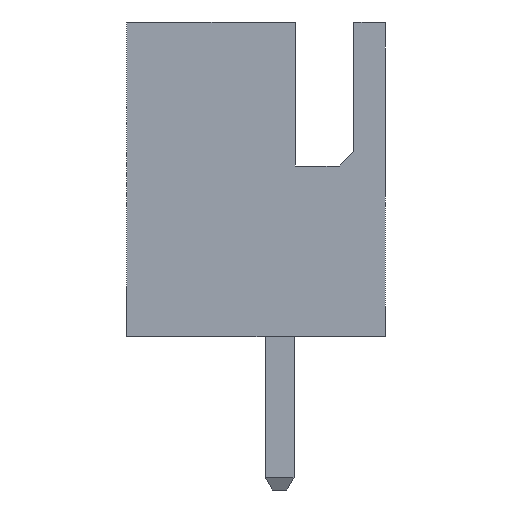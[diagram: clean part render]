
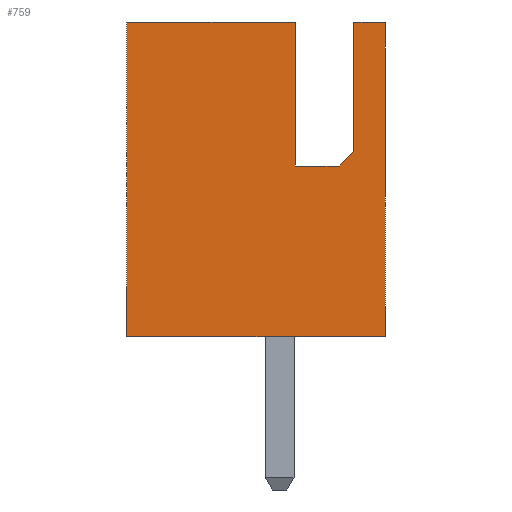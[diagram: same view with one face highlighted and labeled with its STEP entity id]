
A CAD part, left-side view. The second image highlights one B-rep face of the part: STEP entity #759.
In plain terms, the highlighted planar face has unit normal (-1, 0, 0).
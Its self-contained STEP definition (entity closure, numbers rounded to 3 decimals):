
#759=ADVANCED_FACE('',(#1560),#1562,.T.);
#1560=FACE_BOUND('',#1561,.T.);
#1561=EDGE_LOOP('',(#2224,#2225,#2226,#2227,#2228,#2229,#2230,#2231,#2232));
#1562=PLANE('',#1563);
#1563=AXIS2_PLACEMENT_3D('',#1564,#1565,#1566);
#1564=CARTESIAN_POINT('',(-20.05,3.4,0.));
#1565=DIRECTION('',(-1.,0.,0.));
#1566=DIRECTION('',(0.,-1.,0.));
#2224=ORIENTED_EDGE('',*,*,#2646,.T.);
#2225=ORIENTED_EDGE('',*,*,#2647,.T.);
#2226=ORIENTED_EDGE('',*,*,#2648,.F.);
#2227=ORIENTED_EDGE('',*,*,#2586,.F.);
#2228=ORIENTED_EDGE('',*,*,#2603,.T.);
#2229=ORIENTED_EDGE('',*,*,#2639,.T.);
#2230=ORIENTED_EDGE('',*,*,#2649,.F.);
#2231=ORIENTED_EDGE('',*,*,#2650,.T.);
#2232=ORIENTED_EDGE('',*,*,#2651,.T.);
#2586=EDGE_CURVE('',#2944,#2946,#2947,.T.);
#2603=EDGE_CURVE('',#2944,#2970,#2972,.T.);
#2639=EDGE_CURVE('',#2970,#3026,#3028,.T.);
#2646=EDGE_CURVE('',#3035,#3036,#3037,.F.);
#2647=EDGE_CURVE('',#3036,#3038,#3039,.F.);
#2648=EDGE_CURVE('',#2946,#3038,#3040,.T.);
#2649=EDGE_CURVE('',#3041,#3026,#3042,.T.);
#2650=EDGE_CURVE('',#3041,#3043,#3044,.F.);
#2651=EDGE_CURVE('',#3043,#3035,#3045,.F.);
#2944=VERTEX_POINT('',#3593);
#2946=VERTEX_POINT('',#3597);
#2947=LINE('',#3598,#3599);
#2970=VERTEX_POINT('',#3653);
#2972=LINE('',#3657,#3658);
#3026=VERTEX_POINT('',#3781);
#3028=LINE('',#3785,#3786);
#3035=VERTEX_POINT('',#3806);
#3036=VERTEX_POINT('',#3807);
#3037=LINE('',#3808,#3809);
#3038=VERTEX_POINT('',#3811);
#3039=LINE('',#3812,#3813);
#3040=LINE('',#3815,#3816);
#3041=VERTEX_POINT('',#3818);
#3042=LINE('',#3819,#3820);
#3043=VERTEX_POINT('',#3822);
#3044=LINE('',#3823,#3824);
#3045=LINE('',#3826,#3827);
#3593=CARTESIAN_POINT('',(-20.05,3.4,0.));
#3597=CARTESIAN_POINT('',(-20.05,3.4,7.));
#3598=CARTESIAN_POINT('',(-20.05,3.4,0.));
#3599=VECTOR('',#3600,1.);
#3600=DIRECTION('',(0.,0.,1.));
#3653=CARTESIAN_POINT('',(-20.05,-2.35,0.));
#3657=CARTESIAN_POINT('',(-20.05,3.4,0.));
#3658=VECTOR('',#3659,1.);
#3659=DIRECTION('',(0.,-1.,0.));
#3781=CARTESIAN_POINT('',(-20.05,-2.35,7.));
#3785=CARTESIAN_POINT('',(-20.05,-2.35,0.));
#3786=VECTOR('',#3787,1.);
#3787=DIRECTION('',(0.,0.,1.));
#3806=CARTESIAN_POINT('',(-20.05,-1.325,3.8));
#3807=CARTESIAN_POINT('',(-20.05,-0.35,3.8));
#3808=CARTESIAN_POINT('',(-20.05,-0.35,3.8));
#3809=VECTOR('',#3810,1.);
#3810=DIRECTION('',(0.,-1.,0.));
#3811=CARTESIAN_POINT('',(-20.05,-0.35,7.));
#3812=CARTESIAN_POINT('',(-20.05,-0.35,7.));
#3813=VECTOR('',#3814,1.);
#3814=DIRECTION('',(0.,0.,-1.));
#3815=CARTESIAN_POINT('',(-20.05,3.4,7.));
#3816=VECTOR('',#3817,1.);
#3817=DIRECTION('',(0.,-1.,0.));
#3818=CARTESIAN_POINT('',(-20.05,-1.65,7.));
#3819=CARTESIAN_POINT('',(-20.05,-1.65,7.));
#3820=VECTOR('',#3821,1.);
#3821=DIRECTION('',(0.,-1.,0.));
#3822=CARTESIAN_POINT('',(-20.05,-1.65,4.125));
#3823=CARTESIAN_POINT('',(-20.05,-1.65,4.125));
#3824=VECTOR('',#3825,1.);
#3825=DIRECTION('',(0.,0.,1.));
#3826=CARTESIAN_POINT('',(-20.05,-1.325,3.8));
#3827=VECTOR('',#3828,1.);
#3828=DIRECTION('',(0.,-0.707,0.707));
